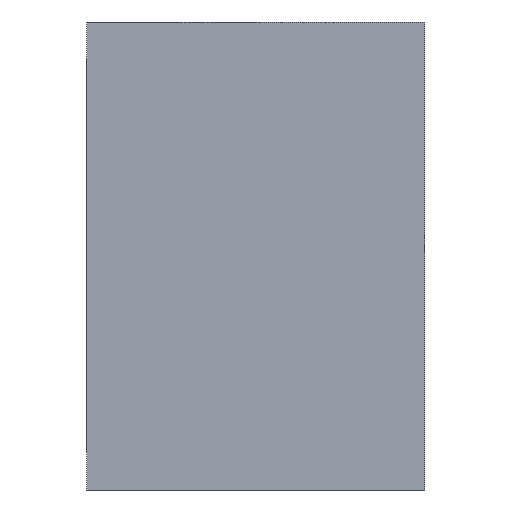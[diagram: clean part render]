
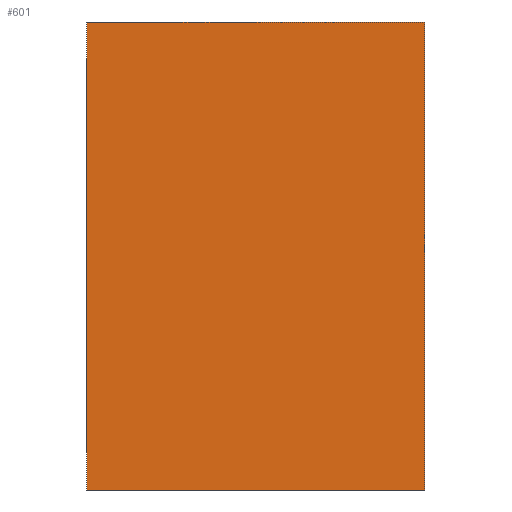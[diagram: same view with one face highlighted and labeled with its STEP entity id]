
A CAD part, left-side view. The second image highlights one B-rep face of the part: STEP entity #601.
In plain terms, the highlighted planar face has unit normal (-1, 0, 0).
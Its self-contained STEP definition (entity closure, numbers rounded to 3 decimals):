
#39=PLANE('',#690);
#71=FACE_OUTER_BOUND('',#111,.T.);
#111=EDGE_LOOP('',(#533,#534,#535,#536));
#170=LINE('',#974,#221);
#179=LINE('',#999,#230);
#196=LINE('',#1045,#247);
#197=LINE('',#1046,#248);
#221=VECTOR('',#797,10.);
#230=VECTOR('',#822,10.);
#247=VECTOR('',#869,10.);
#248=VECTOR('',#870,10.);
#281=VERTEX_POINT('',#968);
#283=VERTEX_POINT('',#972);
#290=VERTEX_POINT('',#996);
#291=VERTEX_POINT('',#998);
#352=EDGE_CURVE('',#281,#283,#170,.T.);
#364=EDGE_CURVE('',#290,#291,#179,.T.);
#387=EDGE_CURVE('',#281,#290,#196,.T.);
#388=EDGE_CURVE('',#291,#283,#197,.T.);
#533=ORIENTED_EDGE('',*,*,#387,.F.);
#534=ORIENTED_EDGE('',*,*,#352,.T.);
#535=ORIENTED_EDGE('',*,*,#388,.F.);
#536=ORIENTED_EDGE('',*,*,#364,.F.);
#601=ADVANCED_FACE('',(#71),#39,.T.);
#690=AXIS2_PLACEMENT_3D('',#1044,#867,#868);
#797=DIRECTION('',(0.,0.,-1.));
#822=DIRECTION('',(0.,0.,-1.));
#867=DIRECTION('center_axis',(-1.,0.,0.));
#868=DIRECTION('ref_axis',(0.,1.,0.));
#869=DIRECTION('',(0.,-1.,0.));
#870=DIRECTION('',(0.,1.,0.));
#968=CARTESIAN_POINT('',(-25.,6.5,0.));
#972=CARTESIAN_POINT('',(-25.,6.5,-18.));
#974=CARTESIAN_POINT('',(-25.,6.5,0.));
#996=CARTESIAN_POINT('',(-25.,-6.5,0.));
#998=CARTESIAN_POINT('',(-25.,-6.5,-18.));
#999=CARTESIAN_POINT('',(-25.,-6.5,0.));
#1044=CARTESIAN_POINT('Origin',(-25.,-6.5,0.));
#1045=CARTESIAN_POINT('',(-25.,6.5,0.));
#1046=CARTESIAN_POINT('',(-25.,6.5,-18.));
